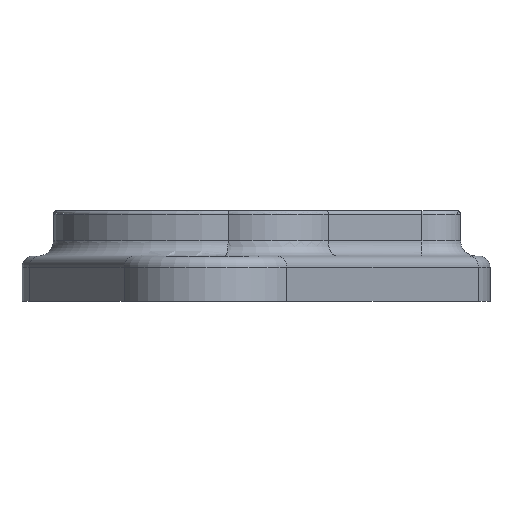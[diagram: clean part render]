
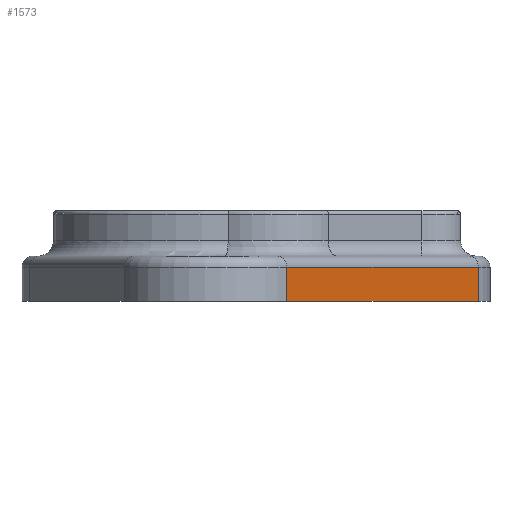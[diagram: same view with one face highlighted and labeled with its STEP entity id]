
A CAD part, left-side view. The second image highlights one B-rep face of the part: STEP entity #1573.
In plain terms, the highlighted planar face has unit normal (-0.558, -0.83, 0).
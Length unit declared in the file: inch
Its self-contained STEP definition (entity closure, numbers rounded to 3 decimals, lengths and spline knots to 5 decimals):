
#43=PLANE('',#1787);
#162=FACE_OUTER_BOUND('',#266,.T.);
#266=EDGE_LOOP('',(#1365,#1366,#1367,#1368));
#384=LINE('',#3066,#476);
#387=LINE('',#3087,#479);
#388=LINE('',#3089,#480);
#389=LINE('',#3090,#481);
#476=VECTOR('',#2228,0.3937);
#479=VECTOR('',#2257,0.3937);
#480=VECTOR('',#2258,0.3937);
#481=VECTOR('',#2259,0.3937);
#728=VERTEX_POINT('',#3060);
#729=VERTEX_POINT('',#3064);
#734=VERTEX_POINT('',#3086);
#735=VERTEX_POINT('',#3088);
#941=EDGE_CURVE('',#728,#729,#384,.T.);
#951=EDGE_CURVE('',#734,#728,#387,.T.);
#952=EDGE_CURVE('',#735,#734,#388,.T.);
#953=EDGE_CURVE('',#735,#729,#389,.T.);
#1365=ORIENTED_EDGE('',*,*,#941,.F.);
#1366=ORIENTED_EDGE('',*,*,#951,.F.);
#1367=ORIENTED_EDGE('',*,*,#952,.F.);
#1368=ORIENTED_EDGE('',*,*,#953,.T.);
#1573=ADVANCED_FACE('',(#162),#43,.T.);
#1787=AXIS2_PLACEMENT_3D('',#3085,#2255,#2256);
#2228=DIRECTION('',(0.83,-0.558,0.));
#2255=DIRECTION('center_axis',(-0.558,-0.83,0.));
#2256=DIRECTION('ref_axis',(0.83,-0.558,0.));
#2257=DIRECTION('',(0.,0.,1.));
#2258=DIRECTION('',(-0.83,0.558,0.));
#2259=DIRECTION('',(0.,0.,1.));
#3060=CARTESIAN_POINT('',(-1.13957,0.53077,1.09375));
#3064=CARTESIAN_POINT('',(-0.35468,0.00263,1.09375));
#3066=CARTESIAN_POINT('',(-0.76693,0.28003,1.09375));
#3085=CARTESIAN_POINT('Origin',(-1.13957,0.53077,1.));
#3086=CARTESIAN_POINT('',(-1.13957,0.53077,1.));
#3087=CARTESIAN_POINT('',(-1.13957,0.53077,1.));
#3088=CARTESIAN_POINT('',(-0.35468,0.00263,1.));
#3089=CARTESIAN_POINT('',(-0.35468,0.00263,1.));
#3090=CARTESIAN_POINT('',(-0.35468,0.00263,1.));
